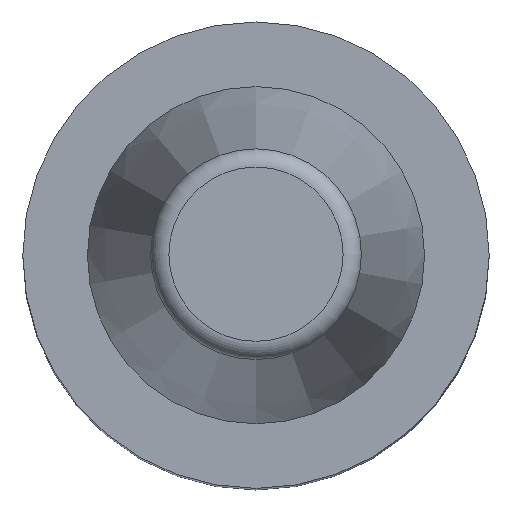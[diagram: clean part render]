
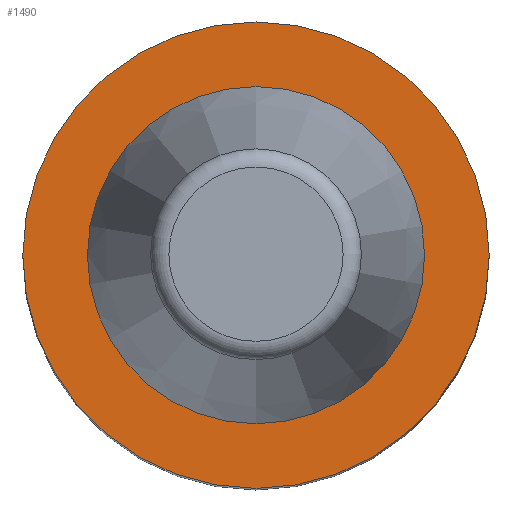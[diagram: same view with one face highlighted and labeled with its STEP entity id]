
A CAD part, top view. The second image highlights one B-rep face of the part: STEP entity #1490.
In plain terms, the highlighted planar face has unit normal (0, 0, 1).
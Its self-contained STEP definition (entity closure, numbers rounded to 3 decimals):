
#56=PLANE('',#1672);
#241=FACE_OUTER_BOUND('',#335,.T.);
#335=EDGE_LOOP('',(#1343,#1344));
#417=CIRCLE('',#1673,8.3);
#418=CIRCLE('',#1674,8.3);
#671=VERTEX_POINT('',#4009);
#672=VERTEX_POINT('',#4010);
#898=EDGE_CURVE('',#671,#672,#417,.T.);
#899=EDGE_CURVE('',#672,#671,#418,.T.);
#1343=ORIENTED_EDGE('',*,*,#898,.F.);
#1344=ORIENTED_EDGE('',*,*,#899,.F.);
#1490=ADVANCED_FACE('',(#241),#56,.T.);
#1672=AXIS2_PLACEMENT_3D('',#4008,#2045,#2046);
#1673=AXIS2_PLACEMENT_3D('',#4011,#2047,#2048);
#1674=AXIS2_PLACEMENT_3D('',#4012,#2049,#2050);
#2045=DIRECTION('center_axis',(0.,0.,1.));
#2046=DIRECTION('ref_axis',(1.,0.,0.));
#2047=DIRECTION('center_axis',(0.,0.,-1.));
#2048=DIRECTION('ref_axis',(1.,0.,0.));
#2049=DIRECTION('center_axis',(0.,0.,-1.));
#2050=DIRECTION('ref_axis',(1.,0.,0.));
#4008=CARTESIAN_POINT('Origin',(0.,8.3,141.));
#4009=CARTESIAN_POINT('',(0.,8.3,141.));
#4010=CARTESIAN_POINT('',(0.,-8.3,141.));
#4011=CARTESIAN_POINT('Origin',(0.,0.,141.));
#4012=CARTESIAN_POINT('Origin',(0.,0.,141.));
